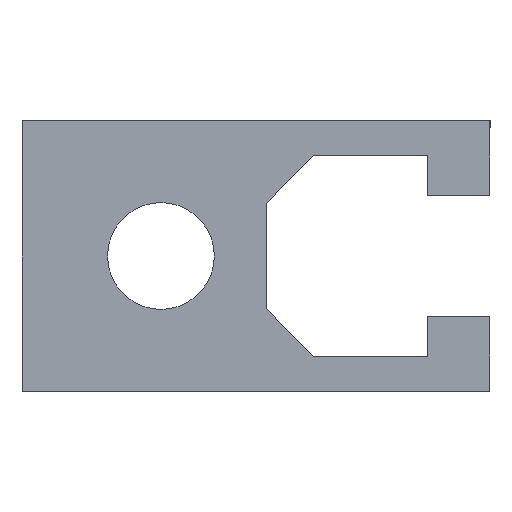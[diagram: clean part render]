
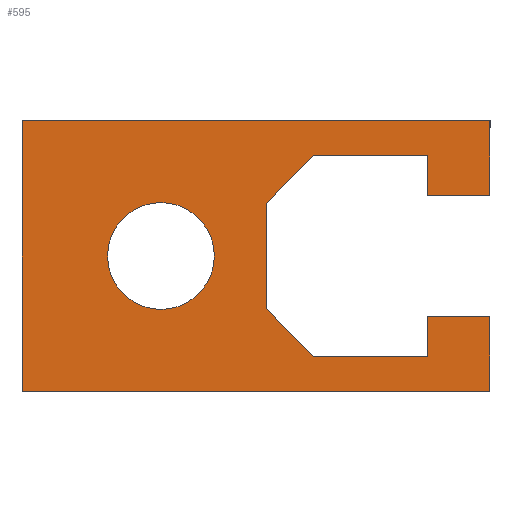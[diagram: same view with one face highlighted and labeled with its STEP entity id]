
A CAD part, left-side view. The second image highlights one B-rep face of the part: STEP entity #595.
In plain terms, the highlighted planar face has unit normal (-1, 0, 0).
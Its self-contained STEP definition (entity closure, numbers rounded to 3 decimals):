
#1 = CARTESIAN_POINT ( 'NONE',  ( 0., 22.5, -5.6 ) ) ;
#8 = EDGE_CURVE ( 'NONE', #13, #162, #532, .T. ) ;
#13 = VERTEX_POINT ( 'NONE', #251 ) ;
#16 = CARTESIAN_POINT ( 'NONE',  ( 0., 0., -18.5 ) ) ;
#18 = EDGE_LOOP ( 'NONE', ( #273, #267, #511, #444, #189, #393, #141, #138, #334, #230, #344, #340, #193, #266 ) ) ;
#20 = VECTOR ( 'NONE', #299, 1000. ) ;
#22 = VECTOR ( 'NONE', #323, 1000. ) ;
#29 = LINE ( 'NONE', #477, #111 ) ;
#30 = EDGE_CURVE ( 'NONE', #114, #34, #622, .T. ) ;
#32 = CARTESIAN_POINT ( 'NONE',  ( 0., 22.5, -9.25 ) ) ;
#33 = CARTESIAN_POINT ( 'NONE',  ( 0., 22.5, -9.25 ) ) ;
#34 = VERTEX_POINT ( 'NONE', #208 ) ;
#49 = LINE ( 'NONE', #119, #216 ) ;
#54 = CARTESIAN_POINT ( 'NONE',  ( 0., 0., -18.5 ) ) ;
#70 = CARTESIAN_POINT ( 'NONE',  ( 0., 0., -13.4 ) ) ;
#88 = DIRECTION ( 'NONE',  ( 0., 1., 0. ) ) ;
#96 = LINE ( 'NONE', #516, #612 ) ;
#106 = EDGE_CURVE ( 'NONE', #546, #564, #188, .T. ) ;
#111 = VECTOR ( 'NONE', #536, 1000. ) ;
#114 = VERTEX_POINT ( 'NONE', #148 ) ;
#116 = VECTOR ( 'NONE', #305, 1000. ) ;
#117 = CARTESIAN_POINT ( 'NONE',  ( 0., 0., -5.1 ) ) ;
#119 = CARTESIAN_POINT ( 'NONE',  ( 0., 4.3, -13.4 ) ) ;
#120 = VERTEX_POINT ( 'NONE', #1 ) ;
#121 = DIRECTION ( 'NONE',  ( 1., 0., 0. ) ) ;
#124 = EDGE_CURVE ( 'NONE', #247, #315, #304, .T. ) ;
#131 = DIRECTION ( 'NONE',  ( 1., 0., 0. ) ) ;
#134 = EDGE_CURVE ( 'NONE', #226, #609, #487, .T. ) ;
#138 = ORIENTED_EDGE ( 'NONE', *, *, #30, .F. ) ;
#141 = ORIENTED_EDGE ( 'NONE', *, *, #171, .F. ) ;
#148 = CARTESIAN_POINT ( 'NONE',  ( 0., 12.1, -2.35 ) ) ;
#153 = DIRECTION ( 'NONE',  ( 0., -1., 0. ) ) ;
#156 = CARTESIAN_POINT ( 'NONE',  ( 0., 0., 0. ) ) ;
#160 = VERTEX_POINT ( 'NONE', #557 ) ;
#162 = VERTEX_POINT ( 'NONE', #260 ) ;
#164 = LINE ( 'NONE', #520, #257 ) ;
#171 = EDGE_CURVE ( 'NONE', #34, #545, #634, .T. ) ;
#180 = CARTESIAN_POINT ( 'NONE',  ( 0., 15.3, -12.85 ) ) ;
#188 = LINE ( 'NONE', #501, #116 ) ;
#189 = ORIENTED_EDGE ( 'NONE', *, *, #8, .F. ) ;
#190 = AXIS2_PLACEMENT_3D ( 'NONE', #32, #121, #523 ) ;
#191 = CARTESIAN_POINT ( 'NONE',  ( 0., 15.3, -5.65 ) ) ;
#193 = ORIENTED_EDGE ( 'NONE', *, *, #244, .F. ) ;
#200 = CARTESIAN_POINT ( 'NONE',  ( 0., 32., -18.5 ) ) ;
#204 = CARTESIAN_POINT ( 'NONE',  ( 0., 15.3, -5.65 ) ) ;
#208 = CARTESIAN_POINT ( 'NONE',  ( 0., 15.3, -5.65 ) ) ;
#215 = VERTEX_POINT ( 'NONE', #361 ) ;
#216 = VECTOR ( 'NONE', #373, 1000. ) ;
#226 = VERTEX_POINT ( 'NONE', #565 ) ;
#230 = ORIENTED_EDGE ( 'NONE', *, *, #106, .F. ) ;
#236 = PLANE ( 'NONE',  #524 ) ;
#237 = CARTESIAN_POINT ( 'NONE',  ( 0., 32., 0. ) ) ;
#238 = DIRECTION ( 'NONE',  ( 0., 0., -1. ) ) ;
#242 = CIRCLE ( 'NONE', #322, 3.65 ) ;
#244 = EDGE_CURVE ( 'NONE', #609, #317, #287, .T. ) ;
#247 = VERTEX_POINT ( 'NONE', #414 ) ;
#251 = CARTESIAN_POINT ( 'NONE',  ( 0., 12.1, -16.15 ) ) ;
#253 = DIRECTION ( 'NONE',  ( 0., 0., -1. ) ) ;
#257 = VECTOR ( 'NONE', #572, 1000. ) ;
#260 = CARTESIAN_POINT ( 'NONE',  ( 0., 4.3, -16.15 ) ) ;
#266 = ORIENTED_EDGE ( 'NONE', *, *, #134, .F. ) ;
#267 = ORIENTED_EDGE ( 'NONE', *, *, #124, .F. ) ;
#272 = VECTOR ( 'NONE', #413, 1000. ) ;
#273 = ORIENTED_EDGE ( 'NONE', *, *, #471, .F. ) ;
#283 = LINE ( 'NONE', #70, #298 ) ;
#287 = LINE ( 'NONE', #156, #272 ) ;
#292 = VECTOR ( 'NONE', #88, 1000. ) ;
#293 = EDGE_CURVE ( 'NONE', #317, #160, #96, .T. ) ;
#298 = VECTOR ( 'NONE', #528, 1000. ) ;
#299 = DIRECTION ( 'NONE',  ( 0., 0., 1. ) ) ;
#302 = ORIENTED_EDGE ( 'NONE', *, *, #343, .T. ) ;
#304 = LINE ( 'NONE', #54, #377 ) ;
#305 = DIRECTION ( 'NONE',  ( 0., 0., 1. ) ) ;
#314 = DIRECTION ( 'NONE',  ( 0., 0., -1. ) ) ;
#315 = VERTEX_POINT ( 'NONE', #16 ) ;
#317 = VERTEX_POINT ( 'NONE', #466 ) ;
#320 = CARTESIAN_POINT ( 'NONE',  ( 0., 0., -18.5 ) ) ;
#322 = AXIS2_PLACEMENT_3D ( 'NONE', #387, #131, #581 ) ;
#323 = DIRECTION ( 'NONE',  ( 0., 1., 0. ) ) ;
#329 = CARTESIAN_POINT ( 'NONE',  ( 0., 4.3, -13.4 ) ) ;
#334 = ORIENTED_EDGE ( 'NONE', *, *, #554, .F. ) ;
#340 = ORIENTED_EDGE ( 'NONE', *, *, #293, .F. ) ;
#343 = EDGE_CURVE ( 'NONE', #120, #215, #563, .T. ) ;
#344 = ORIENTED_EDGE ( 'NONE', *, *, #418, .F. ) ;
#349 = CARTESIAN_POINT ( 'NONE',  ( 0., 4.3, -16.15 ) ) ;
#361 = CARTESIAN_POINT ( 'NONE',  ( 0., 22.5, -12.9 ) ) ;
#364 = EDGE_CURVE ( 'NONE', #162, #568, #49, .T. ) ;
#367 = FACE_BOUND ( 'NONE', #594, .T. ) ;
#373 = DIRECTION ( 'NONE',  ( 0., 0., 1. ) ) ;
#377 = VECTOR ( 'NONE', #253, 1000. ) ;
#387 = CARTESIAN_POINT ( 'NONE',  ( 0., 22.5, -9.25 ) ) ;
#393 = ORIENTED_EDGE ( 'NONE', *, *, #431, .F. ) ;
#410 = EDGE_CURVE ( 'NONE', #568, #247, #283, .T. ) ;
#413 = DIRECTION ( 'NONE',  ( 0., -1., 0. ) ) ;
#414 = CARTESIAN_POINT ( 'NONE',  ( 0., 0., -13.4 ) ) ;
#418 = EDGE_CURVE ( 'NONE', #160, #546, #631, .T. ) ;
#419 = FACE_OUTER_BOUND ( 'NONE', #18, .T. ) ;
#429 = DIRECTION ( 'NONE',  ( 1., 0., 0. ) ) ;
#431 = EDGE_CURVE ( 'NONE', #545, #13, #164, .T. ) ;
#444 = ORIENTED_EDGE ( 'NONE', *, *, #364, .F. ) ;
#462 = LINE ( 'NONE', #320, #292 ) ;
#466 = CARTESIAN_POINT ( 'NONE',  ( 0., 0., 0. ) ) ;
#469 = VECTOR ( 'NONE', #541, 1000. ) ;
#471 = EDGE_CURVE ( 'NONE', #315, #226, #462, .T. ) ;
#477 = CARTESIAN_POINT ( 'NONE',  ( 0., 4.3, -2.35 ) ) ;
#482 = CARTESIAN_POINT ( 'NONE',  ( 0., 4.3, -5.1 ) ) ;
#487 = LINE ( 'NONE', #200, #20 ) ;
#488 = CARTESIAN_POINT ( 'NONE',  ( 0., 4.3, -2.35 ) ) ;
#493 = VECTOR ( 'NONE', #153, 1000. ) ;
#501 = CARTESIAN_POINT ( 'NONE',  ( 0., 4.3, -2.35 ) ) ;
#511 = ORIENTED_EDGE ( 'NONE', *, *, #410, .F. ) ;
#515 = EDGE_CURVE ( 'NONE', #215, #120, #242, .T. ) ;
#516 = CARTESIAN_POINT ( 'NONE',  ( 0., 0., -5.1 ) ) ;
#520 = CARTESIAN_POINT ( 'NONE',  ( 0., 12.1, -16.15 ) ) ;
#523 = DIRECTION ( 'NONE',  ( 0., 0., -1. ) ) ;
#524 = AXIS2_PLACEMENT_3D ( 'NONE', #33, #429, #238 ) ;
#528 = DIRECTION ( 'NONE',  ( 0., -1., 0. ) ) ;
#532 = LINE ( 'NONE', #349, #493 ) ;
#536 = DIRECTION ( 'NONE',  ( 0., 1., 0. ) ) ;
#541 = DIRECTION ( 'NONE',  ( 0., 0.696, -0.718 ) ) ;
#545 = VERTEX_POINT ( 'NONE', #180 ) ;
#546 = VERTEX_POINT ( 'NONE', #482 ) ;
#554 = EDGE_CURVE ( 'NONE', #564, #114, #29, .T. ) ;
#557 = CARTESIAN_POINT ( 'NONE',  ( 0., 0., -5.1 ) ) ;
#563 = CIRCLE ( 'NONE', #190, 3.65 ) ;
#564 = VERTEX_POINT ( 'NONE', #488 ) ;
#565 = CARTESIAN_POINT ( 'NONE',  ( 0., 32., -18.5 ) ) ;
#568 = VERTEX_POINT ( 'NONE', #329 ) ;
#572 = DIRECTION ( 'NONE',  ( 0., -0.696, -0.718 ) ) ;
#581 = DIRECTION ( 'NONE',  ( 0., 0., -1. ) ) ;
#591 = VECTOR ( 'NONE', #608, 1000. ) ;
#594 = EDGE_LOOP ( 'NONE', ( #302, #613 ) ) ;
#595 = ADVANCED_FACE ( 'NONE', ( #367, #419 ), #236, .F. ) ;
#608 = DIRECTION ( 'NONE',  ( 0., 0., -1. ) ) ;
#609 = VERTEX_POINT ( 'NONE', #237 ) ;
#612 = VECTOR ( 'NONE', #314, 1000. ) ;
#613 = ORIENTED_EDGE ( 'NONE', *, *, #515, .T. ) ;
#622 = LINE ( 'NONE', #191, #469 ) ;
#631 = LINE ( 'NONE', #117, #22 ) ;
#634 = LINE ( 'NONE', #204, #591 ) ;
